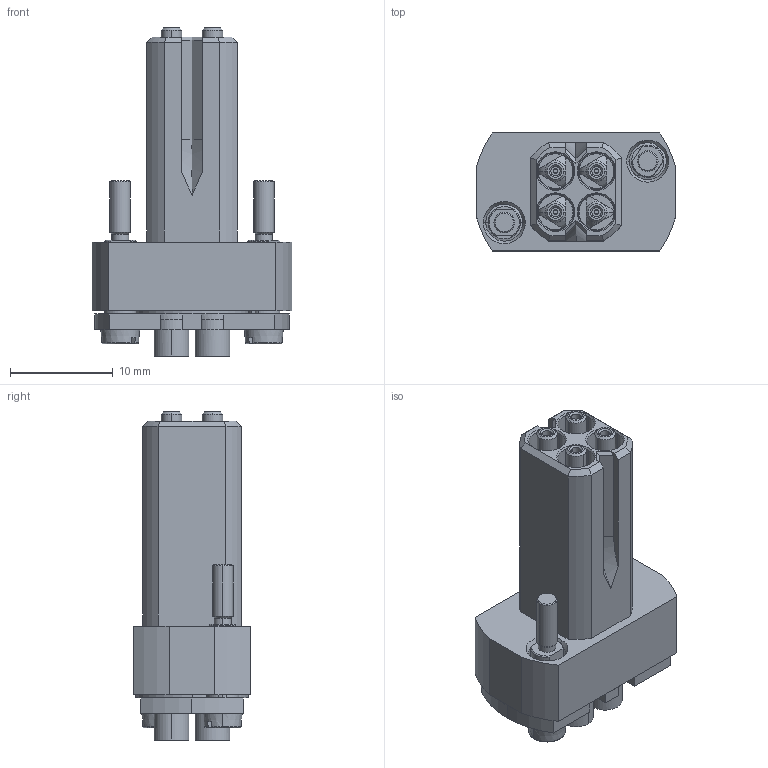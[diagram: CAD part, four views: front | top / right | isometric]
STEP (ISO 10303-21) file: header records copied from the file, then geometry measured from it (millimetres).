
FILE_DESCRIPTION (( 'STEP AP214' ), '1' );
FILE_NAME ('MOD-HF77-0002BG04-1.STEP', '2019-11-05T14:03:56', ( 'first' ), ( 'Hewlett-Packard Company' ), 'SwSTEP 2.0', 'SolidWorks 2015', '' );
FILE_SCHEMA (( 'AUTOMOTIVE_DESIGN' ));
Length unit declared in the file: millimetre
Products named in the file (1): MOD-HF77-0002BG04-1
Bounding box: 19.5 x 11.5 x 32 mm (x, y, z)
Volume: 3240.8 mm3; surface area: 3014.8 mm2
Topology: 7 solids, 7 shells, 558 faces, 1367 edges, 864 vertices
Faces by surface type: plane 236, cylinder 151, cone 102, bspline 69
Entity records: 25233 total; most frequent: CARTESIAN_POINT 5945, ORIENTED_EDGE 2726, DIRECTION 2696, EDGE_CURVE 1363, AXIS2_PLACEMENT_3D 996, VERTEX_POINT 864, LINE 704, VECTOR 704
